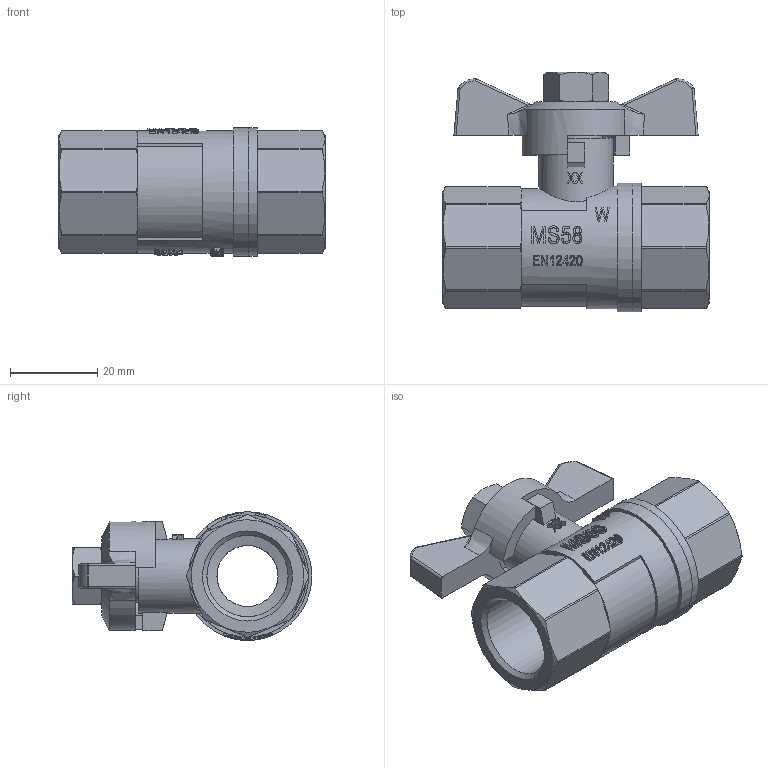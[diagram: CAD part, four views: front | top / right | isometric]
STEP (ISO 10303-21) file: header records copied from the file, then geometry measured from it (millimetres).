
FILE_DESCRIPTION(/* description */ ('Unknown'),/* implementation_level */ '2;1');
FILE_NAME(/* name */ '766-04',/* time_stamp */ '2022-08-09T09:17:20+02:00',/* author */ ('Unknown'),/* organization */ ('Unknown'),/* preprocessor_version */ 'ST-DEVELOPER v16.7',/* originating_system */ 'Solid Edge',/* authorisation */ 'Unknown');
FILE_SCHEMA (('AUTOMOTIVE_DESIGN {1 0 10303 214 3 1 1}'));
Length unit declared in the file: millimetre
Products named in the file (9): 2.766.015; 756B-1_2-Körper-co_oa_0; 756-1_2-Einschraubteil; 756B-1_2-Körper; 756B-1_2-Spindel zus._oa_1; 756B-1_2-Spindel; 756-1_2-Stopfbuchse; 600-1_2-Mutter; Flügelgriff 1_4 - 3_4
Assembly tree (8 placements, depth 3):
  2.766.015
    756B-1_2-Körper-co_oa_0
      756-1_2-Einschraubteil
      756B-1_2-Körper
    756B-1_2-Spindel zus._oa_1
      756B-1_2-Spindel
      756-1_2-Stopfbuchse
    600-1_2-Mutter
    Flügelgriff 1_4 - 3_4
Bounding box: 61 x 54.95 x 29.5 mm (x, y, z)
Volume: 26229.1 mm3; surface area: 19080 mm2
Topology: 6 solids, 6 shells, 1170 faces, 3248 edges, 2147 vertices
Faces by surface type: plane 977, cylinder 118, cone 46, bspline 18, sphere 10, torus 1
Full cylindrical faces by diameter (mm): 6.6 x1, 6.75 x1, 8.9 x2, 9.1 x1, 9.3 x1, 10.5 x1, 10.8 x1, 12 x1, 12.5 x1, 14 x3, 16 x1, 17 x1, 18.5 x1, 18.631 x3, 20.5 x2, 23.5 x1, 23.52 x1, 25 x1, 25.5 x1, 28 x1, 29.5 x2
Entity records: 48796 total; most frequent: CARTESIAN_POINT 10094, DIRECTION 7188, ORIENTED_EDGE 6348, EDGE_CURVE 3174, AXIS2_PLACEMENT_3D 2978, VERTEX_POINT 2126, ELLIPSE 1442, EDGE_LOOP 1290
